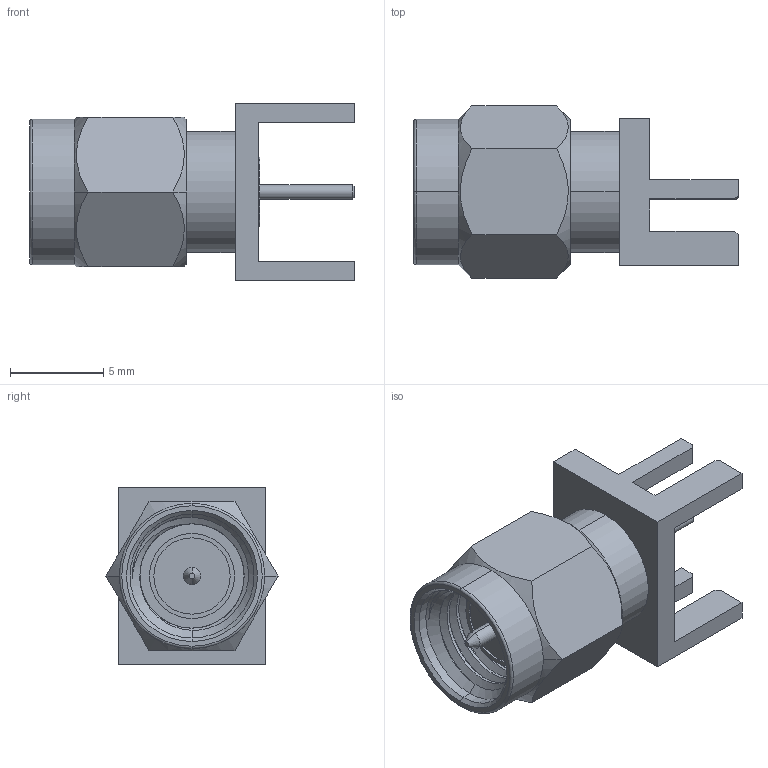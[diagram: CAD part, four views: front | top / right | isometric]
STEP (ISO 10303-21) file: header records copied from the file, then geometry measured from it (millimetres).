
FILE_DESCRIPTION((''),'2;1');
FILE_NAME('SMA1251A1-007-3GT50G-_SW0003','2020-05-07T',('Clement'),(''),'CREO PARAMETRIC BY PTC INC, 2018360','CREO PARAMETRIC BY PTC INC, 2018360','');
FILE_SCHEMA(('CONFIG_CONTROL_DESIGN'));
Length unit declared in the file: millimetre
Products named in the file (1): SMA1251A1-007-3GT50G-_SW0003
Bounding box: 17.42 x 9.24 x 9.52 mm (x, y, z)
Volume: 545.9 mm3; surface area: 884.8 mm2
Topology: 1 solids, 1 shells, 97 faces, 232 edges, 148 vertices
Faces by surface type: plane 43, cylinder 28, cone 18, bspline 6, torus 2
Entity records: 4974 total; most frequent: CARTESIAN_POINT 2713, ORIENTED_EDGE 464, DIRECTION 444, EDGE_CURVE 232, AXIS2_PLACEMENT_3D 159, VERTEX_POINT 148, VECTOR 126, LINE 126
